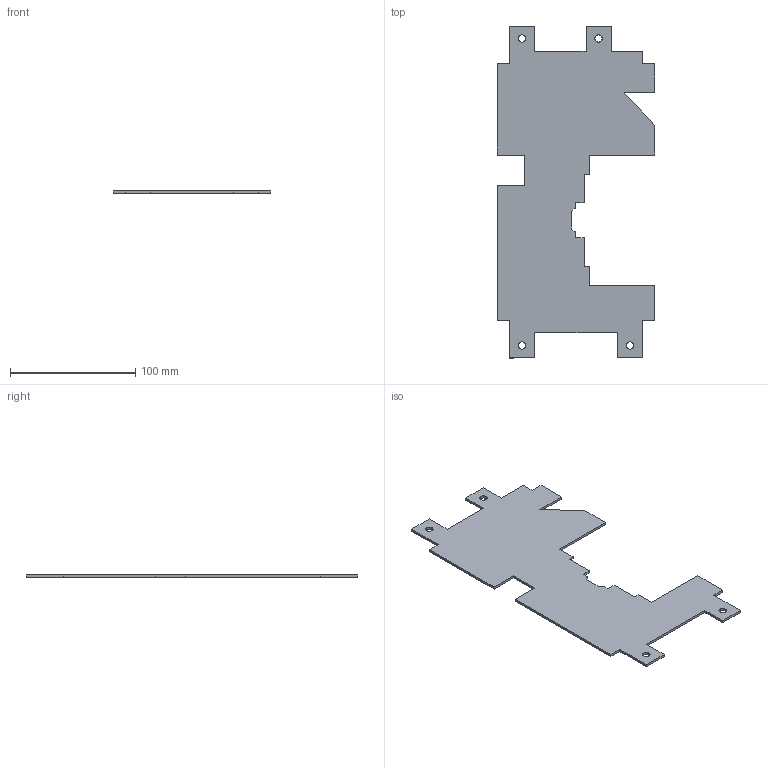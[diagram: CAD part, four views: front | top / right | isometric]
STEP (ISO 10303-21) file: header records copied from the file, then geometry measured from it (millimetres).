
FILE_DESCRIPTION(/* description */ (''),/* implementation_level */ '2;1');
FILE_NAME(/* name */ 'FrontInnerSide_Lever.step',/* time_stamp */ '2023-11-02T23:49:50+01:00',/* author */ (''),/* organization */ (''),/* preprocessor_version */ 'ST-DEVELOPER v20',/* originating_system */ 'Autodesk Translation Framework v12.14.0.127',/* authorisation */ '');
FILE_SCHEMA (('AUTOMOTIVE_DESIGN { 1 0 10303 214 3 1 1 }'));
Length unit declared in the file: millimetre
Products named in the file (1): FrontInnerSide_Lever
Bounding box: 126 x 265 x 2 mm (x, y, z)
Volume: 45220.2 mm3; surface area: 47508.3 mm2
Topology: 1 solids, 1 shells, 53 faces, 153 edges, 102 vertices
Faces by surface type: plane 49, cylinder 4
Full cylindrical faces by diameter (mm): 5.8 x4
Entity records: 1764 total; most frequent: CARTESIAN_POINT 309, ORIENTED_EDGE 306, DIRECTION 269, EDGE_CURVE 153, LINE 145, VECTOR 145, VERTEX_POINT 102, AXIS2_PLACEMENT_3D 62
